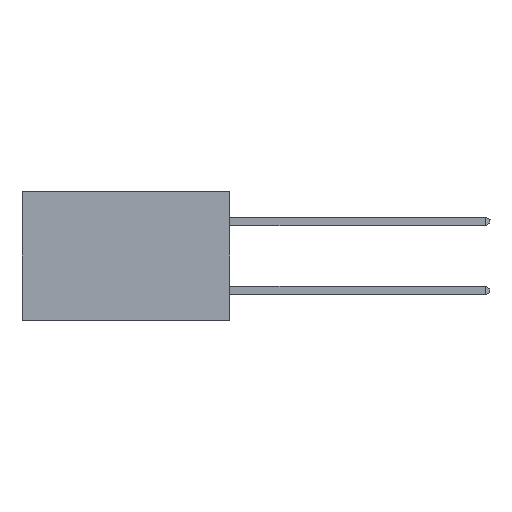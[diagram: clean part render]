
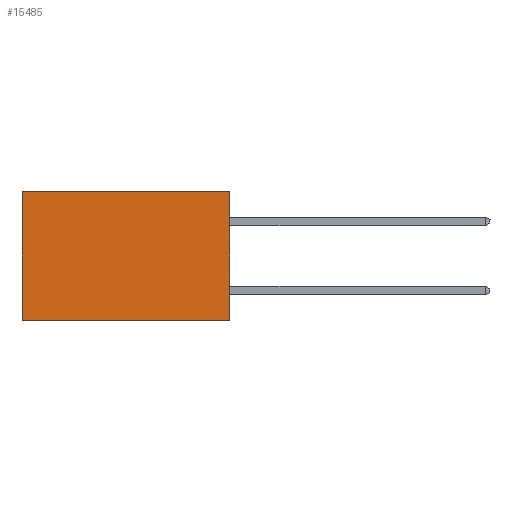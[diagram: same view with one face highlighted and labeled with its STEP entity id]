
A CAD part, left-side view. The second image highlights one B-rep face of the part: STEP entity #15485.
In plain terms, the highlighted planar face has unit normal (-1, 0, 0).
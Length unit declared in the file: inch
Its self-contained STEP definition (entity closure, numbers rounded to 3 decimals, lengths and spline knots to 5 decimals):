
#268 = VERTEX_POINT ( 'NONE', #19350 ) ;
#1494 = CARTESIAN_POINT ( 'NONE',  ( 0.298, 0., 0. ) ) ;
#1877 = VERTEX_POINT ( 'NONE', #22839 ) ;
#1976 = CARTESIAN_POINT ( 'NONE',  ( 0.298, 0., -0.37 ) ) ;
#2724 = VECTOR ( 'NONE', #18397, 39.37008 ) ;
#3570 = DIRECTION ( 'NONE',  ( 0., 0., -1. ) ) ;
#4319 = CARTESIAN_POINT ( 'NONE',  ( 0.298, 0., -0.37 ) ) ;
#6702 = ORIENTED_EDGE ( 'NONE', *, *, #10290, .F. ) ;
#7525 = ORIENTED_EDGE ( 'NONE', *, *, #11312, .F. ) ;
#8203 = ORIENTED_EDGE ( 'NONE', *, *, #12032, .T. ) ;
#8676 = LINE ( 'NONE', #11262, #19892 ) ;
#8932 = VERTEX_POINT ( 'NONE', #24725 ) ;
#9872 = EDGE_LOOP ( 'NONE', ( #20502, #7525, #6702, #8203 ) ) ;
#9918 = LINE ( 'NONE', #4319, #14340 ) ;
#10262 = AXIS2_PLACEMENT_3D ( 'NONE', #1494, #15481, #3570 ) ;
#10290 = EDGE_CURVE ( 'NONE', #1877, #17126, #8676, .T. ) ;
#10380 = CARTESIAN_POINT ( 'NONE',  ( 0.298, 0., 0. ) ) ;
#11257 = FACE_OUTER_BOUND ( 'NONE', #9872, .T. ) ;
#11262 = CARTESIAN_POINT ( 'NONE',  ( 0.298, 0., 0. ) ) ;
#11312 = EDGE_CURVE ( 'NONE', #17126, #268, #9918, .T. ) ;
#11476 = PLANE ( 'NONE',  #10262 ) ;
#12032 = EDGE_CURVE ( 'NONE', #1877, #8932, #24389, .T. ) ;
#13955 = CARTESIAN_POINT ( 'NONE',  ( 0.298, 0.6, 0. ) ) ;
#14340 = VECTOR ( 'NONE', #20252, 39.37008 ) ;
#15481 = DIRECTION ( 'NONE',  ( 1., 0., 0. ) ) ;
#15485 = ADVANCED_FACE ( 'NONE', ( #11257 ), #11476, .F. ) ;
#17126 = VERTEX_POINT ( 'NONE', #1976 ) ;
#18397 = DIRECTION ( 'NONE',  ( 0., 1., 0. ) ) ;
#19350 = CARTESIAN_POINT ( 'NONE',  ( 0.298, 0.6, -0.37 ) ) ;
#19892 = VECTOR ( 'NONE', #23123, 39.37008 ) ;
#20252 = DIRECTION ( 'NONE',  ( 0., 1., 0. ) ) ;
#20502 = ORIENTED_EDGE ( 'NONE', *, *, #23259, .T. ) ;
#21565 = VECTOR ( 'NONE', #21940, 39.37008 ) ;
#21940 = DIRECTION ( 'NONE',  ( 0., 0., -1. ) ) ;
#22164 = LINE ( 'NONE', #13955, #21565 ) ;
#22839 = CARTESIAN_POINT ( 'NONE',  ( 0.298, 0., 0. ) ) ;
#23123 = DIRECTION ( 'NONE',  ( 0., 0., -1. ) ) ;
#23259 = EDGE_CURVE ( 'NONE', #8932, #268, #22164, .T. ) ;
#24389 = LINE ( 'NONE', #10380, #2724 ) ;
#24725 = CARTESIAN_POINT ( 'NONE',  ( 0.298, 0.6, 0. ) ) ;
